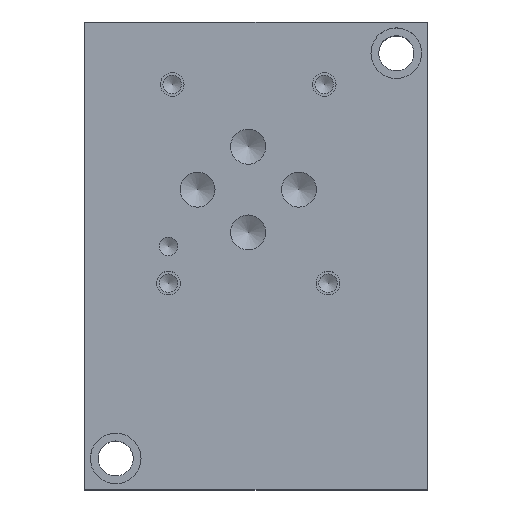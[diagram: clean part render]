
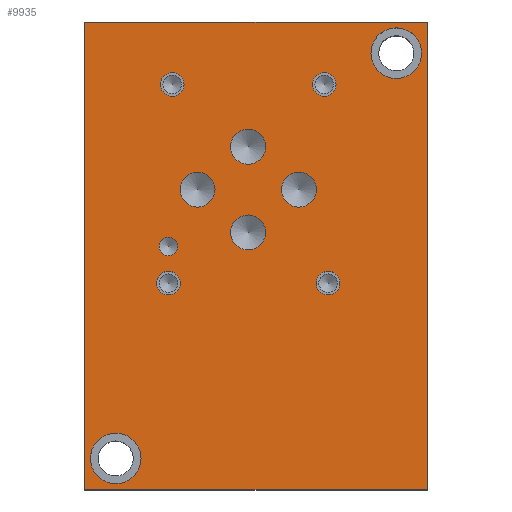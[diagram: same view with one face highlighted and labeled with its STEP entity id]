
A CAD part, top view. The second image highlights one B-rep face of the part: STEP entity #9935.
In plain terms, the highlighted planar face has unit normal (0, 0, 1).
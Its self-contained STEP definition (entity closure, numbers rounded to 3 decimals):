
#75=CIRCLE('',#10255,5.156);
#76=CIRCLE('',#10256,5.156);
#80=CIRCLE('',#10263,5.156);
#81=CIRCLE('',#10264,5.156);
#84=CIRCLE('',#10270,3.569);
#85=CIRCLE('',#10271,3.569);
#88=CIRCLE('',#10276,3.569);
#89=CIRCLE('',#10277,3.569);
#92=CIRCLE('',#10282,3.569);
#93=CIRCLE('',#10283,3.569);
#96=CIRCLE('',#10288,3.569);
#97=CIRCLE('',#10289,3.569);
#100=CIRCLE('',#10294,1.892);
#101=CIRCLE('',#10295,1.892);
#107=CIRCLE('',#10304,2.413);
#108=CIRCLE('',#10305,2.413);
#114=CIRCLE('',#10315,2.413);
#115=CIRCLE('',#10316,2.413);
#121=CIRCLE('',#10326,2.413);
#122=CIRCLE('',#10327,2.413);
#128=CIRCLE('',#10337,2.413);
#129=CIRCLE('',#10338,2.413);
#221=FACE_BOUND('',#1605,.T.);
#222=FACE_BOUND('',#1606,.T.);
#223=FACE_BOUND('',#1607,.T.);
#224=FACE_BOUND('',#1608,.T.);
#225=FACE_BOUND('',#1609,.T.);
#226=FACE_BOUND('',#1610,.T.);
#227=FACE_BOUND('',#1611,.T.);
#228=FACE_BOUND('',#1612,.T.);
#229=FACE_BOUND('',#1613,.T.);
#230=FACE_BOUND('',#1614,.T.);
#231=FACE_BOUND('',#1615,.T.);
#533=PLANE('',#10398);
#1038=FACE_OUTER_BOUND('',#1604,.T.);
#1604=EDGE_LOOP('',(#8813,#8814,#8815,#8816));
#1605=EDGE_LOOP('',(#8817,#8818));
#1606=EDGE_LOOP('',(#8819,#8820));
#1607=EDGE_LOOP('',(#8821,#8822));
#1608=EDGE_LOOP('',(#8823,#8824));
#1609=EDGE_LOOP('',(#8825,#8826));
#1610=EDGE_LOOP('',(#8827,#8828));
#1611=EDGE_LOOP('',(#8829,#8830));
#1612=EDGE_LOOP('',(#8831,#8832));
#1613=EDGE_LOOP('',(#8833,#8834));
#1614=EDGE_LOOP('',(#8835,#8836));
#1615=EDGE_LOOP('',(#8837,#8838));
#1943=LINE('',#14952,#2889);
#2367=LINE('',#16194,#3313);
#2436=LINE('',#16479,#3382);
#2562=LINE('',#17094,#3508);
#2889=VECTOR('',#10886,10.);
#3313=VECTOR('',#11618,10.);
#3382=VECTOR('',#11743,10.);
#3508=VECTOR('',#12237,10.);
#4203=VERTEX_POINT('',#14949);
#4204=VERTEX_POINT('',#14951);
#4516=VERTEX_POINT('',#16193);
#4576=VERTEX_POINT('',#16477);
#4654=VERTEX_POINT('',#16809);
#4655=VERTEX_POINT('',#16810);
#4659=VERTEX_POINT('',#16824);
#4660=VERTEX_POINT('',#16825);
#4664=VERTEX_POINT('',#16839);
#4665=VERTEX_POINT('',#16840);
#4669=VERTEX_POINT('',#16852);
#4670=VERTEX_POINT('',#16853);
#4674=VERTEX_POINT('',#16865);
#4675=VERTEX_POINT('',#16866);
#4679=VERTEX_POINT('',#16878);
#4680=VERTEX_POINT('',#16879);
#4684=VERTEX_POINT('',#16891);
#4685=VERTEX_POINT('',#16892);
#4692=VERTEX_POINT('',#16911);
#4693=VERTEX_POINT('',#16912);
#4700=VERTEX_POINT('',#16933);
#4701=VERTEX_POINT('',#16934);
#4708=VERTEX_POINT('',#16955);
#4709=VERTEX_POINT('',#16956);
#4716=VERTEX_POINT('',#16977);
#4717=VERTEX_POINT('',#16978);
#5320=EDGE_CURVE('',#4204,#4203,#1943,.T.);
#5788=EDGE_CURVE('',#4516,#4204,#2367,.T.);
#5877=EDGE_CURVE('',#4203,#4576,#2436,.T.);
#5988=EDGE_CURVE('',#4654,#4655,#75,.T.);
#5989=EDGE_CURVE('',#4655,#4654,#76,.T.);
#5995=EDGE_CURVE('',#4659,#4660,#80,.T.);
#5996=EDGE_CURVE('',#4660,#4659,#81,.T.);
#6002=EDGE_CURVE('',#4664,#4665,#84,.T.);
#6003=EDGE_CURVE('',#4665,#4664,#85,.T.);
#6008=EDGE_CURVE('',#4669,#4670,#88,.T.);
#6009=EDGE_CURVE('',#4670,#4669,#89,.T.);
#6014=EDGE_CURVE('',#4674,#4675,#92,.T.);
#6015=EDGE_CURVE('',#4675,#4674,#93,.T.);
#6020=EDGE_CURVE('',#4679,#4680,#96,.T.);
#6021=EDGE_CURVE('',#4680,#4679,#97,.T.);
#6026=EDGE_CURVE('',#4684,#4685,#100,.T.);
#6027=EDGE_CURVE('',#4685,#4684,#101,.T.);
#6035=EDGE_CURVE('',#4692,#4693,#107,.T.);
#6036=EDGE_CURVE('',#4693,#4692,#108,.T.);
#6045=EDGE_CURVE('',#4700,#4701,#114,.T.);
#6046=EDGE_CURVE('',#4701,#4700,#115,.T.);
#6055=EDGE_CURVE('',#4708,#4709,#121,.T.);
#6056=EDGE_CURVE('',#4709,#4708,#122,.T.);
#6065=EDGE_CURVE('',#4716,#4717,#128,.T.);
#6066=EDGE_CURVE('',#4717,#4716,#129,.T.);
#6117=EDGE_CURVE('',#4576,#4516,#2562,.T.);
#8813=ORIENTED_EDGE('',*,*,#5320,.T.);
#8814=ORIENTED_EDGE('',*,*,#5877,.T.);
#8815=ORIENTED_EDGE('',*,*,#6117,.T.);
#8816=ORIENTED_EDGE('',*,*,#5788,.T.);
#8817=ORIENTED_EDGE('',*,*,#5988,.T.);
#8818=ORIENTED_EDGE('',*,*,#5989,.T.);
#8819=ORIENTED_EDGE('',*,*,#5995,.T.);
#8820=ORIENTED_EDGE('',*,*,#5996,.T.);
#8821=ORIENTED_EDGE('',*,*,#6002,.T.);
#8822=ORIENTED_EDGE('',*,*,#6003,.T.);
#8823=ORIENTED_EDGE('',*,*,#6008,.T.);
#8824=ORIENTED_EDGE('',*,*,#6009,.T.);
#8825=ORIENTED_EDGE('',*,*,#6014,.T.);
#8826=ORIENTED_EDGE('',*,*,#6015,.T.);
#8827=ORIENTED_EDGE('',*,*,#6020,.T.);
#8828=ORIENTED_EDGE('',*,*,#6021,.T.);
#8829=ORIENTED_EDGE('',*,*,#6026,.T.);
#8830=ORIENTED_EDGE('',*,*,#6027,.T.);
#8831=ORIENTED_EDGE('',*,*,#6035,.T.);
#8832=ORIENTED_EDGE('',*,*,#6036,.T.);
#8833=ORIENTED_EDGE('',*,*,#6045,.T.);
#8834=ORIENTED_EDGE('',*,*,#6046,.T.);
#8835=ORIENTED_EDGE('',*,*,#6055,.T.);
#8836=ORIENTED_EDGE('',*,*,#6056,.T.);
#8837=ORIENTED_EDGE('',*,*,#6065,.T.);
#8838=ORIENTED_EDGE('',*,*,#6066,.T.);
#9935=ADVANCED_FACE('',(#1038,#221,#222,#223,#224,#225,#226,#227,#228,#229,
#230,#231),#533,.T.);
#10255=AXIS2_PLACEMENT_3D('',#16811,#11911,#11912);
#10256=AXIS2_PLACEMENT_3D('',#16812,#11913,#11914);
#10263=AXIS2_PLACEMENT_3D('',#16826,#11929,#11930);
#10264=AXIS2_PLACEMENT_3D('',#16827,#11931,#11932);
#10270=AXIS2_PLACEMENT_3D('',#16841,#11946,#11947);
#10271=AXIS2_PLACEMENT_3D('',#16842,#11948,#11949);
#10276=AXIS2_PLACEMENT_3D('',#16854,#11960,#11961);
#10277=AXIS2_PLACEMENT_3D('',#16855,#11962,#11963);
#10282=AXIS2_PLACEMENT_3D('',#16867,#11974,#11975);
#10283=AXIS2_PLACEMENT_3D('',#16868,#11976,#11977);
#10288=AXIS2_PLACEMENT_3D('',#16880,#11988,#11989);
#10289=AXIS2_PLACEMENT_3D('',#16881,#11990,#11991);
#10294=AXIS2_PLACEMENT_3D('',#16893,#12002,#12003);
#10295=AXIS2_PLACEMENT_3D('',#16894,#12004,#12005);
#10304=AXIS2_PLACEMENT_3D('',#16913,#12024,#12025);
#10305=AXIS2_PLACEMENT_3D('',#16914,#12026,#12027);
#10315=AXIS2_PLACEMENT_3D('',#16935,#12049,#12050);
#10316=AXIS2_PLACEMENT_3D('',#16936,#12051,#12052);
#10326=AXIS2_PLACEMENT_3D('',#16957,#12074,#12075);
#10327=AXIS2_PLACEMENT_3D('',#16958,#12076,#12077);
#10337=AXIS2_PLACEMENT_3D('',#16979,#12099,#12100);
#10338=AXIS2_PLACEMENT_3D('',#16980,#12101,#12102);
#10398=AXIS2_PLACEMENT_3D('',#17097,#12242,#12243);
#10886=DIRECTION('',(1.,0.,0.));
#11618=DIRECTION('',(0.,-1.,0.));
#11743=DIRECTION('',(0.,1.,0.));
#11911=DIRECTION('center_axis',(0.,0.,-1.));
#11912=DIRECTION('ref_axis',(1.,0.,0.));
#11913=DIRECTION('center_axis',(0.,0.,-1.));
#11914=DIRECTION('ref_axis',(1.,0.,0.));
#11929=DIRECTION('center_axis',(0.,0.,-1.));
#11930=DIRECTION('ref_axis',(1.,0.,0.));
#11931=DIRECTION('center_axis',(0.,0.,-1.));
#11932=DIRECTION('ref_axis',(1.,0.,0.));
#11946=DIRECTION('center_axis',(0.,0.,-1.));
#11947=DIRECTION('ref_axis',(1.,0.,0.));
#11948=DIRECTION('center_axis',(0.,0.,-1.));
#11949=DIRECTION('ref_axis',(1.,0.,0.));
#11960=DIRECTION('center_axis',(0.,0.,-1.));
#11961=DIRECTION('ref_axis',(1.,0.,0.));
#11962=DIRECTION('center_axis',(0.,0.,-1.));
#11963=DIRECTION('ref_axis',(1.,0.,0.));
#11974=DIRECTION('center_axis',(0.,0.,-1.));
#11975=DIRECTION('ref_axis',(1.,0.,0.));
#11976=DIRECTION('center_axis',(0.,0.,-1.));
#11977=DIRECTION('ref_axis',(1.,0.,0.));
#11988=DIRECTION('center_axis',(0.,0.,-1.));
#11989=DIRECTION('ref_axis',(1.,0.,0.));
#11990=DIRECTION('center_axis',(0.,0.,-1.));
#11991=DIRECTION('ref_axis',(1.,0.,0.));
#12002=DIRECTION('center_axis',(0.,0.,-1.));
#12003=DIRECTION('ref_axis',(1.,0.,0.));
#12004=DIRECTION('center_axis',(0.,0.,-1.));
#12005=DIRECTION('ref_axis',(1.,0.,0.));
#12024=DIRECTION('center_axis',(0.,0.,-1.));
#12025=DIRECTION('ref_axis',(1.,0.,0.));
#12026=DIRECTION('center_axis',(0.,0.,-1.));
#12027=DIRECTION('ref_axis',(1.,0.,0.));
#12049=DIRECTION('center_axis',(0.,0.,-1.));
#12050=DIRECTION('ref_axis',(1.,0.,0.));
#12051=DIRECTION('center_axis',(0.,0.,-1.));
#12052=DIRECTION('ref_axis',(1.,0.,0.));
#12074=DIRECTION('center_axis',(0.,0.,-1.));
#12075=DIRECTION('ref_axis',(1.,0.,0.));
#12076=DIRECTION('center_axis',(0.,0.,-1.));
#12077=DIRECTION('ref_axis',(1.,0.,0.));
#12099=DIRECTION('center_axis',(0.,0.,-1.));
#12100=DIRECTION('ref_axis',(1.,0.,0.));
#12101=DIRECTION('center_axis',(0.,0.,-1.));
#12102=DIRECTION('ref_axis',(1.,0.,0.));
#12237=DIRECTION('',(-1.,0.,0.));
#12242=DIRECTION('center_axis',(0.,0.,1.));
#12243=DIRECTION('ref_axis',(1.,0.,0.));
#14949=CARTESIAN_POINT('',(69.85,0.,50.8));
#14951=CARTESIAN_POINT('',(0.,0.,50.8));
#14952=CARTESIAN_POINT('',(0.,0.,50.8));
#16193=CARTESIAN_POINT('',(0.,95.25,50.8));
#16194=CARTESIAN_POINT('',(0.,95.25,50.8));
#16477=CARTESIAN_POINT('',(69.85,95.25,50.8));
#16479=CARTESIAN_POINT('',(69.85,0.,50.8));
#16809=CARTESIAN_POINT('',(68.656,88.9,50.8));
#16810=CARTESIAN_POINT('',(58.344,88.9,50.8));
#16811=CARTESIAN_POINT('Origin',(63.5,88.9,50.8));
#16812=CARTESIAN_POINT('Origin',(63.5,88.9,50.8));
#16824=CARTESIAN_POINT('',(11.506,6.35,50.8));
#16825=CARTESIAN_POINT('',(1.194,6.35,50.8));
#16826=CARTESIAN_POINT('Origin',(6.35,6.35,50.8));
#16827=CARTESIAN_POINT('Origin',(6.35,6.35,50.8));
#16839=CARTESIAN_POINT('',(36.894,69.85,50.8));
#16840=CARTESIAN_POINT('',(29.756,69.85,50.8));
#16841=CARTESIAN_POINT('Origin',(33.325,69.85,50.8));
#16842=CARTESIAN_POINT('Origin',(33.325,69.85,50.8));
#16852=CARTESIAN_POINT('',(26.581,61.112,50.8));
#16853=CARTESIAN_POINT('',(19.444,61.112,50.8));
#16854=CARTESIAN_POINT('Origin',(23.012,61.112,50.8));
#16855=CARTESIAN_POINT('Origin',(23.012,61.112,50.8));
#16865=CARTESIAN_POINT('',(47.231,61.112,50.8));
#16866=CARTESIAN_POINT('',(40.094,61.112,50.8));
#16867=CARTESIAN_POINT('Origin',(43.663,61.112,50.8));
#16868=CARTESIAN_POINT('Origin',(43.663,61.112,50.8));
#16878=CARTESIAN_POINT('',(36.894,52.375,50.8));
#16879=CARTESIAN_POINT('',(29.756,52.375,50.8));
#16880=CARTESIAN_POINT('Origin',(33.325,52.375,50.8));
#16881=CARTESIAN_POINT('Origin',(33.325,52.375,50.8));
#16891=CARTESIAN_POINT('',(18.961,49.555,50.8));
#16892=CARTESIAN_POINT('',(15.177,49.555,50.8));
#16893=CARTESIAN_POINT('Origin',(17.069,49.555,50.8));
#16894=CARTESIAN_POINT('Origin',(17.069,49.555,50.8));
#16911=CARTESIAN_POINT('',(52.019,42.062,50.8));
#16912=CARTESIAN_POINT('',(47.193,42.062,50.8));
#16913=CARTESIAN_POINT('Origin',(49.606,42.062,50.8));
#16914=CARTESIAN_POINT('Origin',(49.606,42.062,50.8));
#16933=CARTESIAN_POINT('',(20.269,82.55,50.8));
#16934=CARTESIAN_POINT('',(15.443,82.55,50.8));
#16935=CARTESIAN_POINT('Origin',(17.856,82.55,50.8));
#16936=CARTESIAN_POINT('Origin',(17.856,82.55,50.8));
#16955=CARTESIAN_POINT('',(51.232,82.55,50.8));
#16956=CARTESIAN_POINT('',(46.406,82.55,50.8));
#16957=CARTESIAN_POINT('Origin',(48.819,82.55,50.8));
#16958=CARTESIAN_POINT('Origin',(48.819,82.55,50.8));
#16977=CARTESIAN_POINT('',(19.482,42.062,50.8));
#16978=CARTESIAN_POINT('',(14.656,42.062,50.8));
#16979=CARTESIAN_POINT('Origin',(17.069,42.062,50.8));
#16980=CARTESIAN_POINT('Origin',(17.069,42.062,50.8));
#17094=CARTESIAN_POINT('',(69.85,95.25,50.8));
#17097=CARTESIAN_POINT('Origin',(34.925,47.625,50.8));
